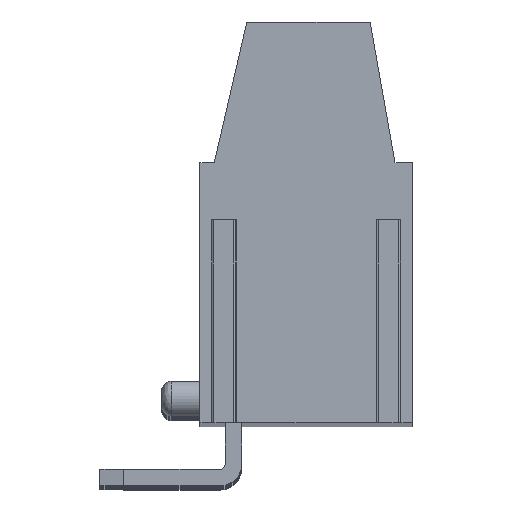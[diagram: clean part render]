
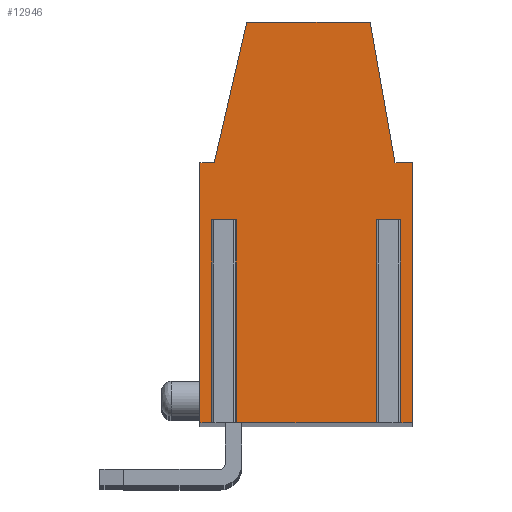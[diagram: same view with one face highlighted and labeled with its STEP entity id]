
A CAD part, top view. The second image highlights one B-rep face of the part: STEP entity #12946.
In plain terms, the highlighted planar face has unit normal (0, 0, 1).
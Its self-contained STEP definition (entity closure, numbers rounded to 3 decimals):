
#13=DIRECTION('',(-1.,0.,0.));
#14=VECTOR('',#13,0.814);
#15=CARTESIAN_POINT('',(6.453,1.45,102.5));
#16=LINE('',#15,#14);
#17=DIRECTION('',(0.,-1.,0.));
#18=VECTOR('',#17,8.5);
#19=CARTESIAN_POINT('',(5.639,1.45,102.5));
#20=LINE('',#19,#18);
#21=DIRECTION('',(-1.,0.,0.));
#22=VECTOR('',#21,6.078);
#23=CARTESIAN_POINT('',(5.639,-7.05,102.5));
#24=LINE('',#23,#22);
#25=DIRECTION('',(0.,-1.,0.));
#26=VECTOR('',#25,8.5);
#27=CARTESIAN_POINT('',(-0.439,1.45,102.5));
#28=LINE('',#27,#26);
#29=DIRECTION('',(-1.,0.,0.));
#30=VECTOR('',#29,0.814);
#31=CARTESIAN_POINT('',(-0.439,1.45,102.5));
#32=LINE('',#31,#30);
#33=DIRECTION('',(0.,-1.,0.));
#34=VECTOR('',#33,8.5);
#35=CARTESIAN_POINT('',(-1.253,1.45,102.5));
#36=LINE('',#35,#34);
#37=DIRECTION('',(-1.,0.,0.));
#38=VECTOR('',#37,0.597);
#39=CARTESIAN_POINT('',(-1.253,-7.05,102.5));
#40=LINE('',#39,#38);
#41=DIRECTION('',(0.,1.,0.));
#42=VECTOR('',#41,10.9);
#43=CARTESIAN_POINT('',(-1.85,-7.05,102.5));
#44=LINE('',#43,#42);
#45=DIRECTION('',(1.,0.,0.));
#46=VECTOR('',#45,0.6);
#47=CARTESIAN_POINT('',(-1.85,3.85,102.5));
#48=LINE('',#47,#46);
#49=DIRECTION('',(0.225,0.974,0.));
#50=VECTOR('',#49,6.055);
#51=CARTESIAN_POINT('',(-1.25,3.85,102.5));
#52=LINE('',#51,#50);
#53=DIRECTION('',(1.,0.,0.));
#54=VECTOR('',#53,5.178);
#55=CARTESIAN_POINT('',(0.112,9.75,102.5));
#56=LINE('',#55,#54);
#57=DIRECTION('',(0.174,-0.985,0.));
#58=VECTOR('',#57,5.991);
#59=CARTESIAN_POINT('',(5.29,9.75,102.5));
#60=LINE('',#59,#58);
#61=DIRECTION('',(1.,0.,0.));
#62=VECTOR('',#61,0.72);
#63=CARTESIAN_POINT('',(6.33,3.85,102.5));
#64=LINE('',#63,#62);
#65=DIRECTION('',(0.,-1.,0.));
#66=VECTOR('',#65,10.9);
#67=CARTESIAN_POINT('',(7.05,3.85,102.5));
#68=LINE('',#67,#66);
#69=DIRECTION('',(-1.,0.,0.));
#70=VECTOR('',#69,0.597);
#71=CARTESIAN_POINT('',(7.05,-7.05,102.5));
#72=LINE('',#71,#70);
#73=DIRECTION('',(0.,-1.,0.));
#74=VECTOR('',#73,8.5);
#75=CARTESIAN_POINT('',(6.453,1.45,102.5));
#76=LINE('',#75,#74);
#10143=CARTESIAN_POINT('',(7.05,3.85,102.5));
#10144=CARTESIAN_POINT('',(7.05,-7.05,102.5));
#10145=VERTEX_POINT('',#10143);
#10146=VERTEX_POINT('',#10144);
#10147=CARTESIAN_POINT('',(6.33,3.85,102.5));
#10148=VERTEX_POINT('',#10147);
#10149=CARTESIAN_POINT('',(5.29,9.75,102.5));
#10150=VERTEX_POINT('',#10149);
#10151=CARTESIAN_POINT('',(0.112,9.75,102.5));
#10152=VERTEX_POINT('',#10151);
#10153=CARTESIAN_POINT('',(-1.25,3.85,102.5));
#10154=VERTEX_POINT('',#10153);
#10155=CARTESIAN_POINT('',(-1.85,3.85,102.5));
#10156=VERTEX_POINT('',#10155);
#10157=CARTESIAN_POINT('',(-1.85,-7.05,102.5));
#10158=VERTEX_POINT('',#10157);
#10287=CARTESIAN_POINT('',(6.453,1.45,102.5));
#10288=CARTESIAN_POINT('',(5.639,1.45,102.5));
#10289=VERTEX_POINT('',#10287);
#10290=VERTEX_POINT('',#10288);
#10291=CARTESIAN_POINT('',(-0.439,1.45,102.5));
#10292=CARTESIAN_POINT('',(-1.253,1.45,102.5));
#10293=VERTEX_POINT('',#10291);
#10294=VERTEX_POINT('',#10292);
#10295=CARTESIAN_POINT('',(-1.253,-7.05,102.5));
#10296=VERTEX_POINT('',#10295);
#10297=CARTESIAN_POINT('',(-0.439,-7.05,102.5));
#10298=VERTEX_POINT('',#10297);
#10299=CARTESIAN_POINT('',(5.639,-7.05,102.5));
#10300=VERTEX_POINT('',#10299);
#10301=CARTESIAN_POINT('',(6.453,-7.05,102.5));
#10302=VERTEX_POINT('',#10301);
#12907=CARTESIAN_POINT('',(0.,0.,102.5));
#12908=DIRECTION('',(0.,0.,1.));
#12909=DIRECTION('',(1.,0.,0.));
#12910=AXIS2_PLACEMENT_3D('',#12907,#12908,#12909);
#12911=PLANE('',#12910);
#12913=ORIENTED_EDGE('',*,*,#12912,.T.);
#12915=ORIENTED_EDGE('',*,*,#12914,.T.);
#12917=ORIENTED_EDGE('',*,*,#12916,.T.);
#12919=ORIENTED_EDGE('',*,*,#12918,.F.);
#12921=ORIENTED_EDGE('',*,*,#12920,.T.);
#12923=ORIENTED_EDGE('',*,*,#12922,.T.);
#12925=ORIENTED_EDGE('',*,*,#12924,.T.);
#12927=ORIENTED_EDGE('',*,*,#12926,.T.);
#12929=ORIENTED_EDGE('',*,*,#12928,.T.);
#12931=ORIENTED_EDGE('',*,*,#12930,.T.);
#12933=ORIENTED_EDGE('',*,*,#12932,.T.);
#12935=ORIENTED_EDGE('',*,*,#12934,.T.);
#12937=ORIENTED_EDGE('',*,*,#12936,.T.);
#12939=ORIENTED_EDGE('',*,*,#12938,.T.);
#12941=ORIENTED_EDGE('',*,*,#12940,.T.);
#12943=ORIENTED_EDGE('',*,*,#12942,.F.);
#12944=EDGE_LOOP('',(#12913,#12915,#12917,#12919,#12921,#12923,#12925,#12927,
#12929,#12931,#12933,#12935,#12937,#12939,#12941,#12943));
#12945=FACE_OUTER_BOUND('',#12944,.F.);
#12912=EDGE_CURVE('',#10289,#10290,#16,.T.);
#12914=EDGE_CURVE('',#10290,#10300,#20,.T.);
#12916=EDGE_CURVE('',#10300,#10298,#24,.T.);
#12918=EDGE_CURVE('',#10293,#10298,#28,.T.);
#12920=EDGE_CURVE('',#10293,#10294,#32,.T.);
#12922=EDGE_CURVE('',#10294,#10296,#36,.T.);
#12924=EDGE_CURVE('',#10296,#10158,#40,.T.);
#12926=EDGE_CURVE('',#10158,#10156,#44,.T.);
#12928=EDGE_CURVE('',#10156,#10154,#48,.T.);
#12930=EDGE_CURVE('',#10154,#10152,#52,.T.);
#12932=EDGE_CURVE('',#10152,#10150,#56,.T.);
#12934=EDGE_CURVE('',#10150,#10148,#60,.T.);
#12936=EDGE_CURVE('',#10148,#10145,#64,.T.);
#12938=EDGE_CURVE('',#10145,#10146,#68,.T.);
#12940=EDGE_CURVE('',#10146,#10302,#72,.T.);
#12942=EDGE_CURVE('',#10289,#10302,#76,.T.);
#12946=ADVANCED_FACE('',(#12945),#12911,.T.);
